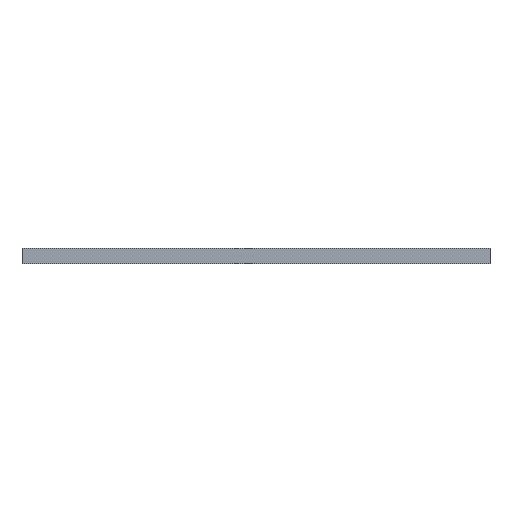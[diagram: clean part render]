
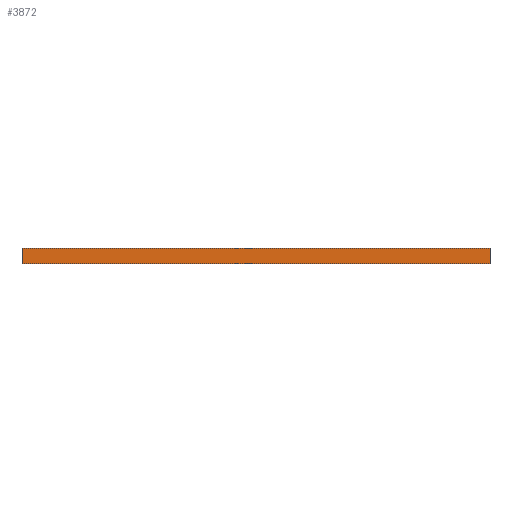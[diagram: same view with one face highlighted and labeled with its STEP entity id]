
A CAD part, left-side view. The second image highlights one B-rep face of the part: STEP entity #3872.
In plain terms, the highlighted planar face has unit normal (-1, 0, 0).
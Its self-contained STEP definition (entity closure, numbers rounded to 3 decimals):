
#3692 = VERTEX_POINT('',#3693);
#3693 = CARTESIAN_POINT('',(-73.4,-73.4,-8.4));
#3699 = EDGE_CURVE('',#3692,#3700,#3702,.T.);
#3700 = VERTEX_POINT('',#3701);
#3701 = CARTESIAN_POINT('',(-73.4,73.4,-8.4));
#3702 = LINE('',#3703,#3704);
#3703 = CARTESIAN_POINT('',(-73.4,-73.4,-8.4));
#3704 = VECTOR('',#3705,1.);
#3705 = DIRECTION('',(0.,1.,0.));
#3759 = EDGE_CURVE('',#3760,#3762,#3764,.T.);
#3760 = VERTEX_POINT('',#3761);
#3761 = CARTESIAN_POINT('',(-73.4,73.4,-3.4));
#3762 = VERTEX_POINT('',#3763);
#3763 = CARTESIAN_POINT('',(-73.4,-73.4,-3.4));
#3764 = LINE('',#3765,#3766);
#3765 = CARTESIAN_POINT('',(-73.4,73.4,-3.4));
#3766 = VECTOR('',#3767,1.);
#3767 = DIRECTION('',(0.,-1.,0.));
#3838 = EDGE_CURVE('',#3700,#3760,#3839,.T.);
#3839 = LINE('',#3840,#3841);
#3840 = CARTESIAN_POINT('',(-73.4,73.4,-8.4));
#3841 = VECTOR('',#3842,1.);
#3842 = DIRECTION('',(0.,0.,1.));
#3872 = ADVANCED_FACE('',(#3873),#3884,.T.);
#3873 = FACE_BOUND('',#3874,.T.);
#3874 = EDGE_LOOP('',(#3875,#3876,#3877,#3883));
#3875 = ORIENTED_EDGE('',*,*,#3838,.F.);
#3876 = ORIENTED_EDGE('',*,*,#3699,.F.);
#3877 = ORIENTED_EDGE('',*,*,#3878,.T.);
#3878 = EDGE_CURVE('',#3692,#3762,#3879,.T.);
#3879 = LINE('',#3880,#3881);
#3880 = CARTESIAN_POINT('',(-73.4,-73.4,-8.4));
#3881 = VECTOR('',#3882,1.);
#3882 = DIRECTION('',(0.,0.,1.));
#3883 = ORIENTED_EDGE('',*,*,#3759,.F.);
#3884 = PLANE('',#3885);
#3885 = AXIS2_PLACEMENT_3D('',#3886,#3887,#3888);
#3886 = CARTESIAN_POINT('',(-73.4,-73.4,-8.4));
#3887 = DIRECTION('',(-1.,0.,0.));
#3888 = DIRECTION('',(0.,1.,0.));
